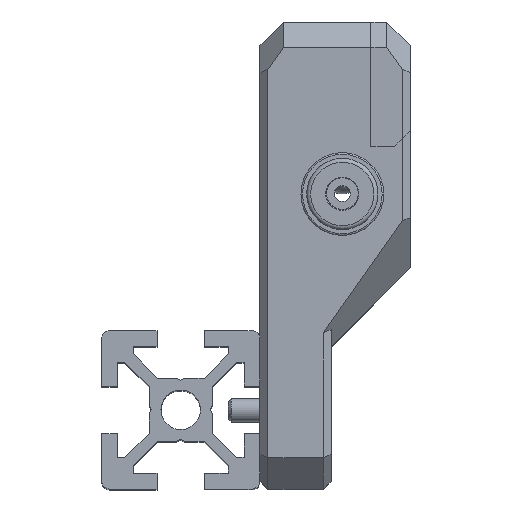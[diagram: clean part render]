
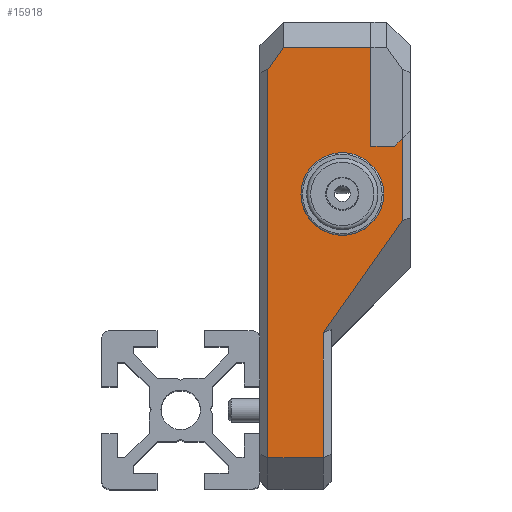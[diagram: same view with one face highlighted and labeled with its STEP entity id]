
A CAD part, top view. The second image highlights one B-rep face of the part: STEP entity #15918.
In plain terms, the highlighted face is planar.
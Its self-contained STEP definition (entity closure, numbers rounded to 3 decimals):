
#966=FACE_BOUND('',#2688,.T.);
#1758=FACE_OUTER_BOUND('',#2687,.T.);
#2687=EDGE_LOOP('',(#13969,#13970,#13971,#13972,#13973,#13974,#13975,#13976,
#13977,#13978,#13979));
#2688=EDGE_LOOP('',(#13980,#13981,#13982,#13983));
#3232=CIRCLE('',#17360,4.575);
#4499=LINE('',#33372,#5953);
#4505=LINE('',#33383,#5959);
#4507=LINE('',#33391,#5961);
#4514=LINE('',#33406,#5968);
#4515=LINE('',#33408,#5969);
#4516=LINE('',#33410,#5970);
#4517=LINE('',#33412,#5971);
#4518=LINE('',#33414,#5972);
#4519=LINE('',#33416,#5973);
#4520=LINE('',#33418,#5974);
#4521=LINE('',#33420,#5975);
#4522=LINE('',#33422,#5976);
#4523=LINE('',#33424,#5977);
#4524=LINE('',#33425,#5978);
#5953=VECTOR('',#21003,10.);
#5959=VECTOR('',#21011,10.);
#5961=VECTOR('',#21021,10.);
#5968=VECTOR('',#21034,10.);
#5969=VECTOR('',#21035,10.);
#5970=VECTOR('',#21036,10.);
#5971=VECTOR('',#21037,10.);
#5972=VECTOR('',#21038,10.);
#5973=VECTOR('',#21039,10.);
#5974=VECTOR('',#21040,10.);
#5975=VECTOR('',#21041,10.);
#5976=VECTOR('',#21042,10.);
#5977=VECTOR('',#21043,10.);
#5978=VECTOR('',#21044,10.);
#7499=VERTEX_POINT('',#33370);
#7500=VERTEX_POINT('',#33371);
#7504=VERTEX_POINT('',#33381);
#7506=VERTEX_POINT('',#33386);
#7510=VERTEX_POINT('',#33404);
#7511=VERTEX_POINT('',#33405);
#7512=VERTEX_POINT('',#33407);
#7513=VERTEX_POINT('',#33409);
#7514=VERTEX_POINT('',#33411);
#7515=VERTEX_POINT('',#33413);
#7516=VERTEX_POINT('',#33415);
#7517=VERTEX_POINT('',#33417);
#7518=VERTEX_POINT('',#33419);
#7519=VERTEX_POINT('',#33421);
#7520=VERTEX_POINT('',#33423);
#9679=EDGE_CURVE('',#7499,#7500,#4499,.T.);
#9685=EDGE_CURVE('',#7504,#7499,#4505,.T.);
#9687=EDGE_CURVE('',#7506,#7504,#3232,.T.);
#9689=EDGE_CURVE('',#7500,#7506,#4507,.T.);
#9696=EDGE_CURVE('',#7510,#7511,#4514,.T.);
#9697=EDGE_CURVE('',#7512,#7511,#4515,.T.);
#9698=EDGE_CURVE('',#7513,#7512,#4516,.T.);
#9699=EDGE_CURVE('',#7514,#7513,#4517,.T.);
#9700=EDGE_CURVE('',#7515,#7514,#4518,.T.);
#9701=EDGE_CURVE('',#7516,#7515,#4519,.T.);
#9702=EDGE_CURVE('',#7517,#7516,#4520,.T.);
#9703=EDGE_CURVE('',#7518,#7517,#4521,.T.);
#9704=EDGE_CURVE('',#7518,#7519,#4522,.T.);
#9705=EDGE_CURVE('',#7520,#7519,#4523,.T.);
#9706=EDGE_CURVE('',#7510,#7520,#4524,.T.);
#13969=ORIENTED_EDGE('',*,*,#9696,.T.);
#13970=ORIENTED_EDGE('',*,*,#9697,.F.);
#13971=ORIENTED_EDGE('',*,*,#9698,.F.);
#13972=ORIENTED_EDGE('',*,*,#9699,.F.);
#13973=ORIENTED_EDGE('',*,*,#9700,.F.);
#13974=ORIENTED_EDGE('',*,*,#9701,.F.);
#13975=ORIENTED_EDGE('',*,*,#9702,.F.);
#13976=ORIENTED_EDGE('',*,*,#9703,.F.);
#13977=ORIENTED_EDGE('',*,*,#9704,.T.);
#13978=ORIENTED_EDGE('',*,*,#9705,.F.);
#13979=ORIENTED_EDGE('',*,*,#9706,.F.);
#13980=ORIENTED_EDGE('',*,*,#9679,.F.);
#13981=ORIENTED_EDGE('',*,*,#9685,.F.);
#13982=ORIENTED_EDGE('',*,*,#9687,.F.);
#13983=ORIENTED_EDGE('',*,*,#9689,.F.);
#14957=PLANE('',#17365);
#15918=ADVANCED_FACE('',(#1758,#966),#14957,.T.);
#17360=AXIS2_PLACEMENT_3D('',#33388,#21015,#21016);
#17365=AXIS2_PLACEMENT_3D('',#33403,#21032,#21033);
#21003=DIRECTION('',(0.,1.,0.));
#21011=DIRECTION('',(-0.8,0.6,0.));
#21015=DIRECTION('center_axis',(0.,0.,
-1.));
#21016=DIRECTION('ref_axis',(1.,0.,0.));
#21021=DIRECTION('',(0.8,0.6,0.));
#21032=DIRECTION('center_axis',(0.,0.,
-1.));
#21033=DIRECTION('ref_axis',(0.707,-0.707,0.));
#21034=DIRECTION('',(0.,1.,0.));
#21035=DIRECTION('',(-1.,0.,0.));
#21036=DIRECTION('',(-0.577,0.816,0.));
#21037=DIRECTION('',(0.,1.,0.));
#21038=DIRECTION('',(1.,0.,0.));
#21039=DIRECTION('',(0.,-1.,0.));
#21040=DIRECTION('',(0.577,-0.816,0.));
#21041=DIRECTION('',(0.,-1.,0.));
#21042=DIRECTION('',(0.707,-0.707,0.));
#21043=DIRECTION('',(-1.,0.,0.));
#21044=DIRECTION('',(-1.,0.,0.));
#33370=CARTESIAN_POINT('',(-14.476,-6.638,17.65));
#33371=CARTESIAN_POINT('',(-14.476,-2.063,17.65));
#33372=CARTESIAN_POINT('',(-14.476,0.201,17.65));
#33381=CARTESIAN_POINT('',(-12.646,-8.01,17.65));
#33383=CARTESIAN_POINT('',(-17.597,-4.297,17.65));
#33386=CARTESIAN_POINT('',(-12.646,-0.69,17.65));
#33388=CARTESIAN_POINT('Origin',(-9.901,-4.35,17.65));
#33391=CARTESIAN_POINT('',(-13.394,-1.251,17.65));
#33403=CARTESIAN_POINT('Origin',(-17.501,2.665,17.65));
#33404=CARTESIAN_POINT('',(-13.5,1.665,17.65));
#33405=CARTESIAN_POINT('',(-13.5,14.207,17.65));
#33406=CARTESIAN_POINT('',(-13.5,2.696,17.65));
#33407=CARTESIAN_POINT('',(-2.5,14.207,17.65));
#33408=CARTESIAN_POINT('',(-13.54,14.207,17.65));
#33409=CARTESIAN_POINT('',(-0.5,11.379,17.65));
#33410=CARTESIAN_POINT('',(-1.329,12.551,17.65));
#33411=CARTESIAN_POINT('',(-0.5,-37.636,17.65));
#33412=CARTESIAN_POINT('',(-0.5,-3.129,17.65));
#33413=CARTESIAN_POINT('',(-7.5,-37.636,17.65));
#33414=CARTESIAN_POINT('',(-12.001,-37.636,17.65));
#33415=CARTESIAN_POINT('',(-7.5,-21.879,17.65));
#33416=CARTESIAN_POINT('',(-7.5,-9.486,17.65));
#33417=CARTESIAN_POINT('',(-17.501,-7.736,17.65));
#33418=CARTESIAN_POINT('',(-13.373,-13.573,17.65));
#33419=CARTESIAN_POINT('',(-17.501,2.665,17.65));
#33420=CARTESIAN_POINT('',(-17.501,6.125,17.65));
#33421=CARTESIAN_POINT('',(-16.501,1.665,17.65));
#33422=CARTESIAN_POINT('',(-19.929,5.093,17.65));
#33423=CARTESIAN_POINT('',(-13.501,1.665,17.65));
#33424=CARTESIAN_POINT('',(-10.75,1.665,17.65));
#33425=CARTESIAN_POINT('',(-10.75,1.665,17.65));
